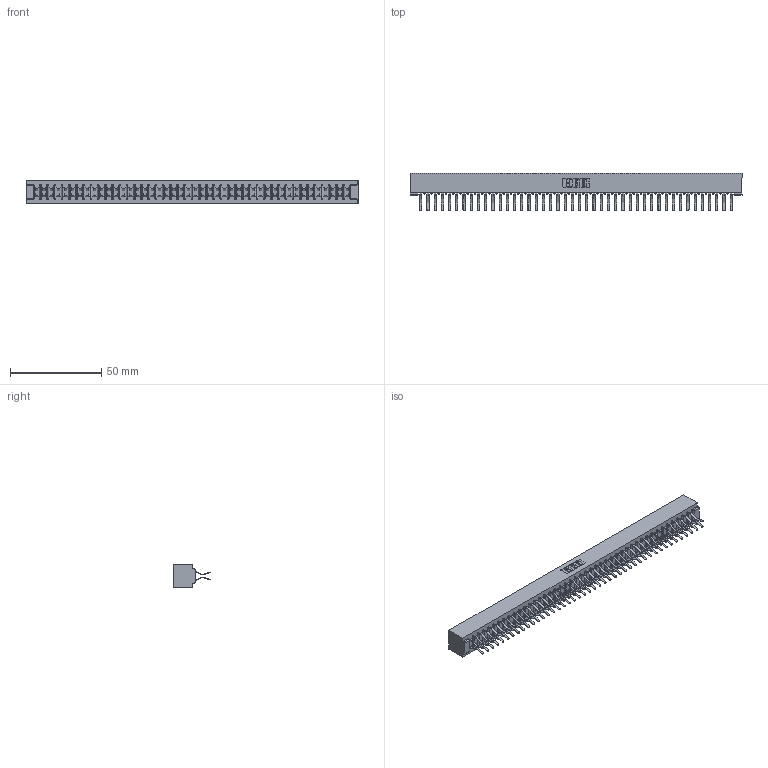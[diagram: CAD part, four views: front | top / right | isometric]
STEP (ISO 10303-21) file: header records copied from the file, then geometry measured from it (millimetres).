
FILE_DESCRIPTION (( 'STEP AP203' ), '1' );
FILE_NAME ('357-088-560-201.STEP', '2018-08-13T04:04:51', ( '' ), ( '' ), 'SwSTEP 2.0', 'SolidWorks 2016', '' );
FILE_SCHEMA (( 'CONFIG_CONTROL_DESIGN' ));
Length unit declared in the file: inch
Products named in the file (3): 307 Part_No Mounting Lugs; 307-290-001_560; 357-088-560-201
Assembly tree (89 placements, depth 2):
  357-088-560-201
    307 Part_No Mounting Lugs
    307-290-001_560  x88
Bounding box: 182.22 x 20.73 x 12.7 mm (x, y, z)
Volume: 20048.3 mm3; surface area: 25476.1 mm2
Topology: 89 solids, 89 shells, 4555 faces, 12795 edges, 8290 vertices
Faces by surface type: plane 2970, cylinder 1495, sphere 90
Entity records: 38708 total; most frequent: CARTESIAN_POINT 6328, ORIENTED_EDGE 6270, DIRECTION 6197, EDGE_CURVE 3135, LINE 2407, VECTOR 2407, VERTEX_POINT 2026, AXIS2_PLACEMENT_3D 1895
